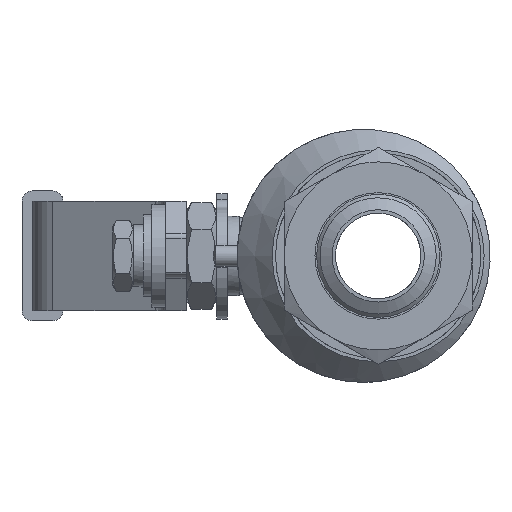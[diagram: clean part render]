
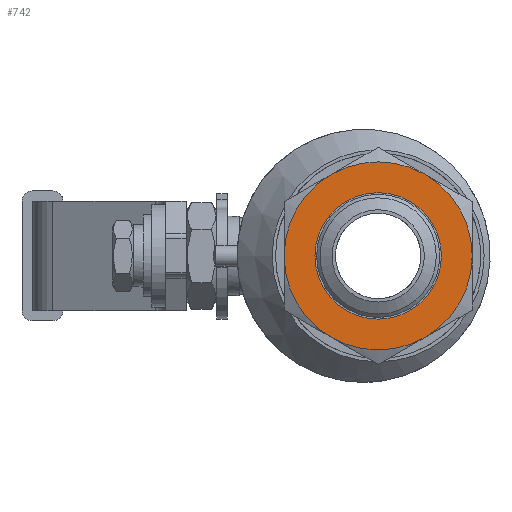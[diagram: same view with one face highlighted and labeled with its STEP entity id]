
A CAD part, left-side view. The second image highlights one B-rep face of the part: STEP entity #742.
In plain terms, the highlighted planar face has unit normal (-1, 0, 0).
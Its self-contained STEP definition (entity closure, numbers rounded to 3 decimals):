
#742=ADVANCED_FACE('',(#3744,#3746),#3748,.T.);
#3744=FACE_BOUND('',#3745,.T.);
#3745=EDGE_LOOP('',(#5637,#5638,#5639,#5640,#5641,#5642));
#3746=FACE_BOUND('',#3747,.T.);
#3747=EDGE_LOOP('',(#5643));
#3748=PLANE('',#3749);
#3749=AXIS2_PLACEMENT_3D('',#3750,#3751,#3752);
#3750=CARTESIAN_POINT('',(-87.187,-4.25,0.));
#3751=DIRECTION('',(-1.,0.,0.));
#3752=DIRECTION('',(0.,1.,0.));
#5637=ORIENTED_EDGE('',*,*,#6719,.T.);
#5638=ORIENTED_EDGE('',*,*,#6720,.T.);
#5639=ORIENTED_EDGE('',*,*,#6721,.T.);
#5640=ORIENTED_EDGE('',*,*,#6722,.T.);
#5641=ORIENTED_EDGE('',*,*,#6723,.T.);
#5642=ORIENTED_EDGE('',*,*,#6724,.T.);
#5643=ORIENTED_EDGE('',*,*,#6717,.F.);
#6717=EDGE_CURVE('',#7400,#7400,#7401,.T.);
#6719=EDGE_CURVE('',#7404,#7405,#7406,.T.);
#6720=EDGE_CURVE('',#7405,#7407,#7408,.T.);
#6721=EDGE_CURVE('',#7407,#7409,#7410,.T.);
#6722=EDGE_CURVE('',#7409,#7411,#7412,.T.);
#6723=EDGE_CURVE('',#7411,#7413,#7414,.T.);
#6724=EDGE_CURVE('',#7413,#7404,#7415,.T.);
#7400=VERTEX_POINT('',#9696);
#7401=CIRCLE('',#9697,18.5);
#7404=VERTEX_POINT('',#9706);
#7405=VERTEX_POINT('',#9707);
#7406=CIRCLE('',#9708,27.5);
#7407=VERTEX_POINT('',#9712);
#7408=CIRCLE('',#9713,27.5);
#7409=VERTEX_POINT('',#9717);
#7410=CIRCLE('',#9718,27.5);
#7411=VERTEX_POINT('',#9722);
#7412=CIRCLE('',#9723,27.5);
#7413=VERTEX_POINT('',#9727);
#7414=CIRCLE('',#9728,27.5);
#7415=CIRCLE('',#9732,27.5);
#9696=CARTESIAN_POINT('',(-87.187,14.25,0.));
#9697=AXIS2_PLACEMENT_3D('',#9698,#9699,#9700);
#9698=CARTESIAN_POINT('',(-87.187,-4.25,0.));
#9699=DIRECTION('',(-1.,0.,0.));
#9700=DIRECTION('',(0.,1.,0.));
#9706=CARTESIAN_POINT('',(-87.187,23.25,0.));
#9707=CARTESIAN_POINT('',(-87.187,9.5,-23.816));
#9708=AXIS2_PLACEMENT_3D('',#9709,#9710,#9711);
#9709=CARTESIAN_POINT('',(-87.187,-4.25,0.));
#9710=DIRECTION('',(-1.,0.,0.));
#9711=DIRECTION('',(0.,1.,0.));
#9712=CARTESIAN_POINT('',(-87.187,-18.,-23.816));
#9713=AXIS2_PLACEMENT_3D('',#9714,#9715,#9716);
#9714=CARTESIAN_POINT('',(-87.187,-4.25,0.));
#9715=DIRECTION('',(-1.,0.,0.));
#9716=DIRECTION('',(0.,0.5,-0.866));
#9717=CARTESIAN_POINT('',(-87.187,-31.75,0.));
#9718=AXIS2_PLACEMENT_3D('',#9719,#9720,#9721);
#9719=CARTESIAN_POINT('',(-87.187,-4.25,0.));
#9720=DIRECTION('',(-1.,0.,0.));
#9721=DIRECTION('',(0.,-0.5,-0.866));
#9722=CARTESIAN_POINT('',(-87.187,-18.,23.816));
#9723=AXIS2_PLACEMENT_3D('',#9724,#9725,#9726);
#9724=CARTESIAN_POINT('',(-87.187,-4.25,0.));
#9725=DIRECTION('',(-1.,0.,0.));
#9726=DIRECTION('',(0.,-1.,0.));
#9727=CARTESIAN_POINT('',(-87.187,9.5,23.816));
#9728=AXIS2_PLACEMENT_3D('',#9729,#9730,#9731);
#9729=CARTESIAN_POINT('',(-87.187,-4.25,0.));
#9730=DIRECTION('',(-1.,0.,0.));
#9731=DIRECTION('',(0.,-0.5,0.866));
#9732=AXIS2_PLACEMENT_3D('',#9733,#9734,#9735);
#9733=CARTESIAN_POINT('',(-87.187,-4.25,0.));
#9734=DIRECTION('',(-1.,0.,0.));
#9735=DIRECTION('',(0.,0.5,0.866));
